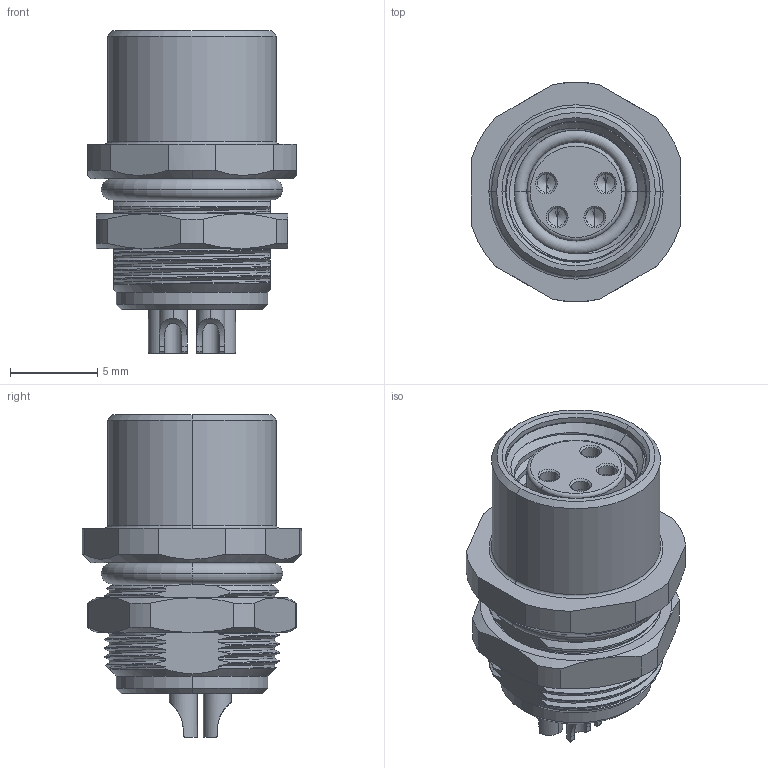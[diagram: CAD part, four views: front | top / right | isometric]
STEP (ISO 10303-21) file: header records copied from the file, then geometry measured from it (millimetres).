
FILE_DESCRIPTION((''),'2;1');
FILE_NAME('4P-K144_','2025-09-09T',('gongcheng16'),(''),'PRO/ENGINEER BY PARAMETRIC TECHNOLOGY CORPORATION, 2010280','PRO/ENGINEER BY PARAMETRIC TECHNOLOGY CORPORATION, 2010280','');
FILE_SCHEMA(('CONFIG_CONTROL_DESIGN'));
Products named in the file (1): 4P-K144_
Bounding box: 12 x 12.6 x 18.5 mm (x, y, z)
Volume: 253.2 mm3; surface area: 10773.4 mm2
Topology: 1 solids, 90 shells, 1773 faces, 5434 edges, 3617 vertices
Faces by surface type: cylinder 562, bspline 455, plane 405, cone 295, torus 56
Entity records: 174816 total; most frequent: CARTESIAN_POINT 131868, ORIENTED_EDGE 9500, DIRECTION 7081, EDGE_CURVE 5418, VERTEX_POINT 3617, AXIS2_PLACEMENT_3D 2575, B_SPLINE_CURVE_WITH_KNOTS 2231, VECTOR 1931
